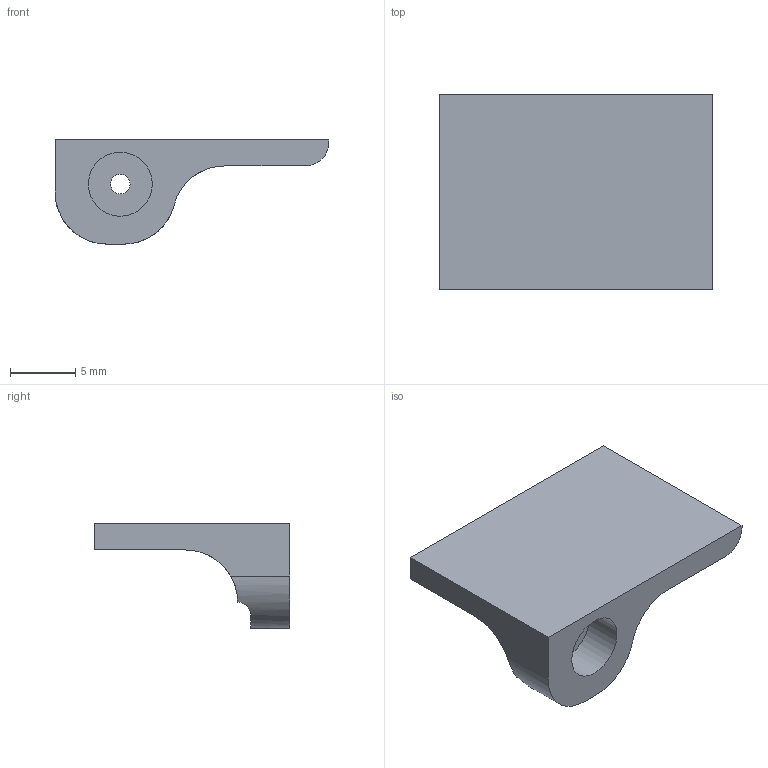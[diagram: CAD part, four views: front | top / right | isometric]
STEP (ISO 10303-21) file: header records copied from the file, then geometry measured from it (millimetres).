
FILE_DESCRIPTION(('STEP AP242'), '1');
FILE_NAME('膴樖樉 錟谾譇', '', ('UNSPECIFIED'), ('UNSPECIFIED'), 'C3D Converter', 'C3D Toolkit', '');
FILE_SCHEMA(('AP242_MANAGED_MODEL_BASED_3D_ENGINEERING_MIM_LF { 1 0 10303 442 1 1 4 }'));
Length unit declared in the file: millimetre
Products named in the file (1):  ВО
Bounding box: 21 x 15 x 8 mm (x, y, z)
Volume: 780 mm3; surface area: 931.9 mm2
Topology: 1 solids, 1 shells, 28 faces, 69 edges, 42 vertices
Faces by surface type: cylinder 14, plane 12, sphere 2
Full cylindrical faces by diameter (mm): 1.5 x1, 4.9 x1
Entity records: 1072 total; most frequent: CARTESIAN_POINT 386, DIRECTION 134, ORIENTED_EDGE 130, EDGE_CURVE 65, AXIS2_PLACEMENT_3D 49, VERTEX_POINT 42, LINE 36, VECTOR 36
